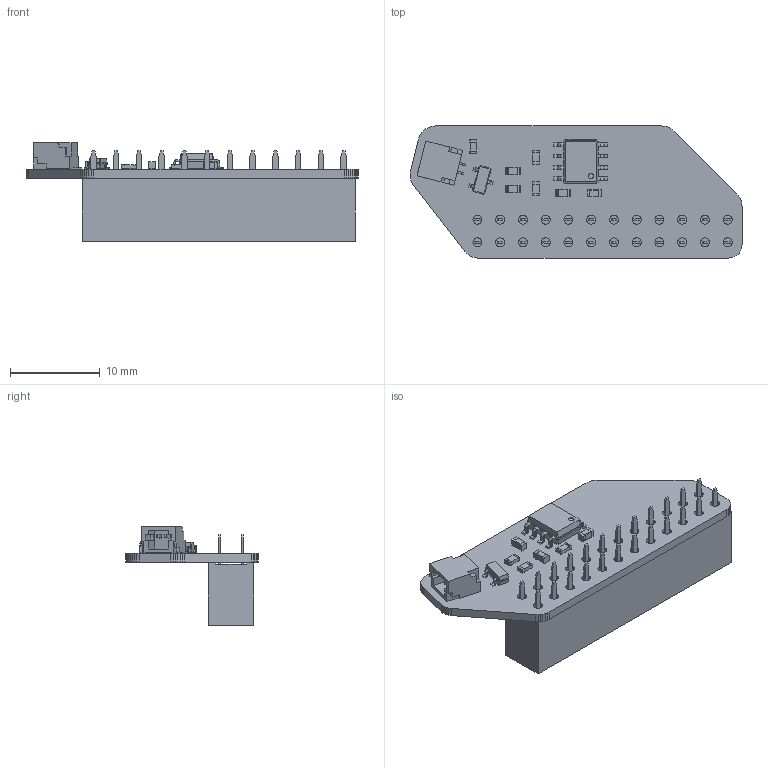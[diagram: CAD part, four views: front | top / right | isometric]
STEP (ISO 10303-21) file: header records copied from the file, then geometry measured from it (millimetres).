
FILE_DESCRIPTION(/* description */ ('STEP AP242','CAx-IF Rec.Pracs.---Representation and Presentation of Product Manufacturing Information (PMI)---4.0---2014-10-13','CAx-IF Rec.Pracs.---3D Tessellated Geometry---0.4---2014-09-14','2;1'),/* implementation_level */ '2;1');
FILE_NAME(/* name */ '6473564a9501e96024a30489',/* time_stamp */ '2023-05-28T13:25:32Z',/* author */ (''),/* organization */ (''),/* preprocessor_version */ 'ST-DEVELOPER v19.4',/* originating_system */ ' ',/* authorisation */ ' ');
FILE_SCHEMA (('AP242_MANAGED_MODEL_BASED_3D_ENGINEERING_MIM_LF { 1 0 10303 442 1 1 4 }'));
Length unit declared in the file: metre
Products named in the file (8): Jetson-CAN-Hat; SOLID; PCB
Assembly tree (12 placements, depth 2):
  Jetson-CAN-Hat
    SOLID  x3
    SOLID
    SOLID  x4
    SOLID
    SOLID
    SOLID
    PCB
Bounding box: 37.07 x 14.75 x 11.02 mm (x, y, z)
Volume: 1542.5 mm3; surface area: 2653.9 mm2
Topology: 12 solids, 12 shells, 1252 faces, 3236 edges, 2092 vertices
Faces by surface type: plane 1111, cylinder 141
Full cylindrical faces by diameter (mm): 0.6 x1, 1 x24
Entity records: 37006 total; most frequent: CARTESIAN_POINT 5904, ORIENTED_EDGE 5774, DIRECTION 5347, EDGE_CURVE 2887, LINE 2709, VECTOR 2709, VERTEX_POINT 1876, AXIS2_PLACEMENT_3D 1319
